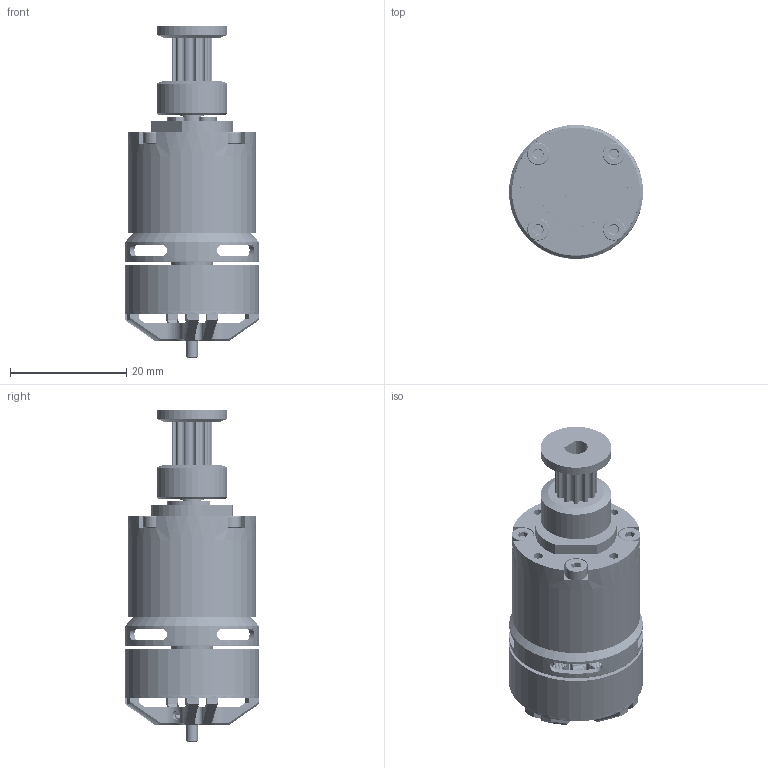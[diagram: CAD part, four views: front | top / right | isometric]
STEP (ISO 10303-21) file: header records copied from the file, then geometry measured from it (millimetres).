
FILE_DESCRIPTION(('FreeCAD Model'),'2;1');
FILE_NAME('Open CASCADE Shape Model','2025-05-03T00:16:19',('FreeCAD'),( 'FreeCAD'),'Open CASCADE STEP processor 7.6','FreeCAD','Unknown');
FILE_SCHEMA(('AUTOMOTIVE_DESIGN { 1 0 10303 214 1 1 1 1 }'));
Products named in the file (1): Open CASCADE STEP translator 7.6 1
Bounding box: 23.1 x 23.1 x 57.07 mm (x, y, z)
Volume: 8276.9 mm3; surface area: 13639.8 mm2
Topology: 69 solids, 419 shells, 2426 faces, 7609 edges, 4296 vertices
Faces by surface type: cylinder 1207, plane 572, bspline 534, cone 52, sphere 44, torus 17
Full cylindrical faces by diameter (mm): 0.25 x658, 1.48 x136, 1.6 x10, 1.623 x8, 2 x150, 2.5 x6, 2.9 x1, 3.2 x1, 3.8 x4, 4 x3, 4.1 x1, 5 x7, 6.3 x2, 9 x2, 12.192 x2, 12.5 x1, 12.8 x2, 20 x1, 21 x2, 22 x3, 23 x2, 23.1 x1
Entity records: 115101 total; most frequent: CARTESIAN_POINT 56864, DIRECTION 12167, ORIENTED_EDGE 11101, EDGE_CURVE 6557, AXIS2_PLACEMENT_3D 4580, VERTEX_POINT 4296, LINE 3007, VECTOR 3007
